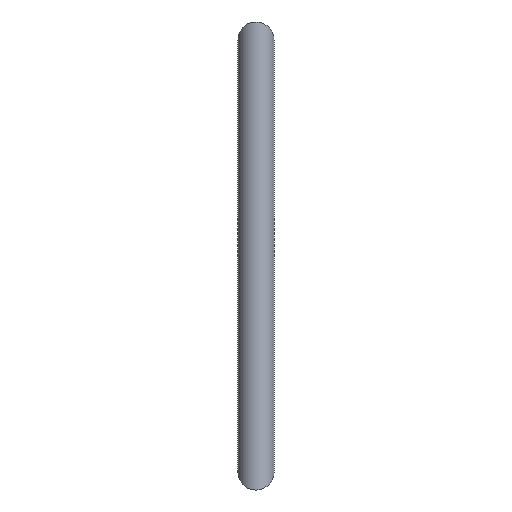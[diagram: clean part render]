
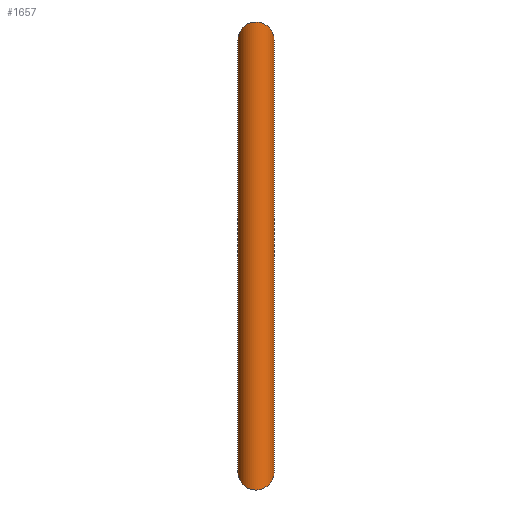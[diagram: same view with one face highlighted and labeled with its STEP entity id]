
A CAD part, left-side view. The second image highlights one B-rep face of the part: STEP entity #1657.
In plain terms, the highlighted cylindrical face has radius 12.5 mm (diameter 25 mm), a full revolution.
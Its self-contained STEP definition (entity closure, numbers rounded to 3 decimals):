
#21=ELLIPSE('',#1780,17.678,12.5);
#22=ELLIPSE('',#1781,17.678,12.5);
#23=ELLIPSE('',#1782,17.678,12.5);
#24=ELLIPSE('',#1807,17.678,12.5);
#25=ELLIPSE('',#1809,17.678,12.5);
#26=ELLIPSE('',#1810,17.678,12.5);
#139=CYLINDRICAL_SURFACE('',#1812,12.5);
#187=FACE_OUTER_BOUND('',#287,.T.);
#287=EDGE_LOOP('',(#1247,#1248,#1249,#1250,#1251,#1252,#1253,#1254));
#395=LINE('',#2800,#489);
#489=VECTOR('',#2108,12.5);
#726=VERTEX_POINT('',#2649);
#727=VERTEX_POINT('',#2650);
#728=VERTEX_POINT('',#2652);
#749=VERTEX_POINT('',#2788);
#750=VERTEX_POINT('',#2789);
#752=VERTEX_POINT('',#2795);
#908=EDGE_CURVE('',#726,#727,#21,.T.);
#909=EDGE_CURVE('',#727,#728,#22,.T.);
#910=EDGE_CURVE('',#728,#726,#23,.T.);
#939=EDGE_CURVE('',#749,#750,#24,.T.);
#943=EDGE_CURVE('',#752,#749,#25,.T.);
#944=EDGE_CURVE('',#750,#752,#26,.T.);
#945=EDGE_CURVE('',#750,#727,#395,.T.);
#1247=ORIENTED_EDGE('',*,*,#943,.T.);
#1248=ORIENTED_EDGE('',*,*,#939,.T.);
#1249=ORIENTED_EDGE('',*,*,#945,.T.);
#1250=ORIENTED_EDGE('',*,*,#908,.F.);
#1251=ORIENTED_EDGE('',*,*,#910,.F.);
#1252=ORIENTED_EDGE('',*,*,#909,.F.);
#1253=ORIENTED_EDGE('',*,*,#945,.F.);
#1254=ORIENTED_EDGE('',*,*,#944,.T.);
#1657=ADVANCED_FACE('',(#187),#139,.T.);
#1780=AXIS2_PLACEMENT_3D('',#2651,#2032,#2033);
#1781=AXIS2_PLACEMENT_3D('',#2653,#2034,#2035);
#1782=AXIS2_PLACEMENT_3D('',#2654,#2036,#2037);
#1807=AXIS2_PLACEMENT_3D('',#2790,#2094,#2095);
#1809=AXIS2_PLACEMENT_3D('',#2796,#2100,#2101);
#1810=AXIS2_PLACEMENT_3D('',#2797,#2102,#2103);
#1812=AXIS2_PLACEMENT_3D('',#2799,#2106,#2107);
#2032=DIRECTION('center_axis',(0.707,0.,
-0.707));
#2033=DIRECTION('ref_axis',(0.707,0.,0.707));
#2034=DIRECTION('center_axis',(0.707,0.,
-0.707));
#2035=DIRECTION('ref_axis',(0.707,0.,0.707));
#2036=DIRECTION('center_axis',(0.707,0.,
-0.707));
#2037=DIRECTION('ref_axis',(0.707,0.,0.707));
#2094=DIRECTION('center_axis',(-0.707,0.,
-0.707));
#2095=DIRECTION('ref_axis',(0.707,0.,-0.707));
#2100=DIRECTION('center_axis',(-0.707,0.,
-0.707));
#2101=DIRECTION('ref_axis',(0.707,0.,-0.707));
#2102=DIRECTION('center_axis',(-0.707,0.,
-0.707));
#2103=DIRECTION('ref_axis',(0.707,0.,-0.707));
#2106=DIRECTION('center_axis',(0.,0.,
1.));
#2107=DIRECTION('ref_axis',(1.,0.,0.));
#2108=DIRECTION('',(0.,0.,-1.));
#2649=CARTESIAN_POINT('',(-62.5,-12.5,-150.));
#2650=CARTESIAN_POINT('',(-75.,0.,-162.5));
#2651=CARTESIAN_POINT('Origin',(-62.5,0.,-150.));
#2652=CARTESIAN_POINT('',(-62.5,12.5,-150.));
#2653=CARTESIAN_POINT('Origin',(-62.5,0.,-150.));
#2654=CARTESIAN_POINT('Origin',(-62.5,0.,-150.));
#2788=CARTESIAN_POINT('',(-62.5,-12.5,150.));
#2789=CARTESIAN_POINT('',(-75.,0.,162.5));
#2790=CARTESIAN_POINT('Origin',(-62.5,0.,150.));
#2795=CARTESIAN_POINT('',(-62.5,12.5,150.));
#2796=CARTESIAN_POINT('Origin',(-62.5,0.,150.));
#2797=CARTESIAN_POINT('Origin',(-62.5,0.,150.));
#2799=CARTESIAN_POINT('Origin',(-62.5,0.,0.));
#2800=CARTESIAN_POINT('',(-75.,0.,0.));
